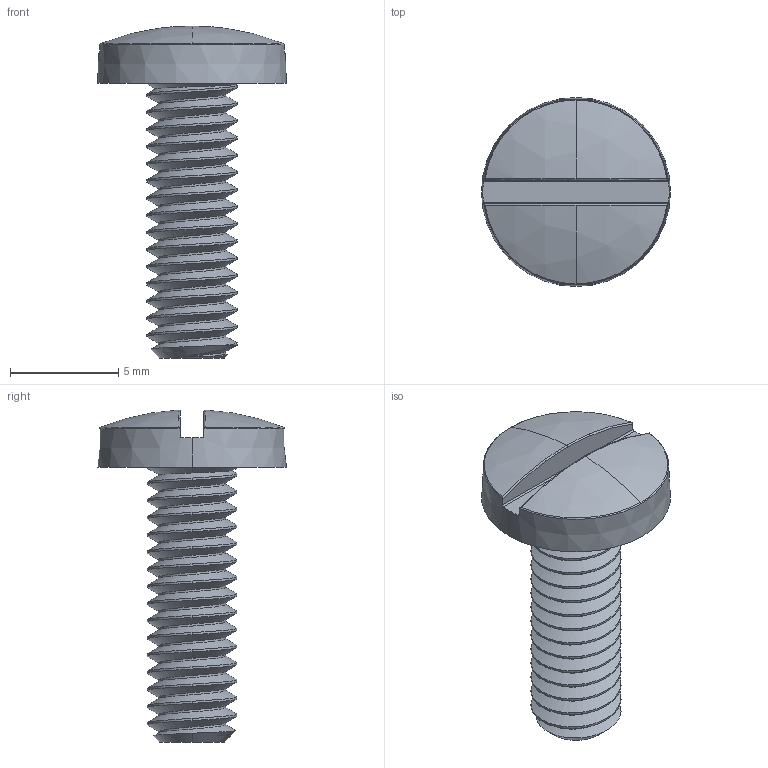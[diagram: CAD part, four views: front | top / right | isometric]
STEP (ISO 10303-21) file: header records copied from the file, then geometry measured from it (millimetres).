
FILE_DESCRIPTION (( 'STEP AP203' ), '1' );
FILE_NAME ('94690A194_Plastic Binding Head Slotted Screws.STEP', '2022-12-02T22:12:55', ( 'Administrator' ), ( 'Managed by Terraform' ), 'SwSTEP 2.0', 'SolidWorks 2017', '' );
FILE_SCHEMA (( 'CONFIG_CONTROL_DESIGN' ));
Length unit declared in the file: inch
Products named in the file (1): 94690A194_Plastic Binding Head Slotted Screws
Bounding box: 8.74 x 8.74 x 15.35 mm (x, y, z)
Volume: 256.8 mm3; surface area: 431.3 mm2
Topology: 1 solids, 1 shells, 57 faces, 160 edges, 106 vertices
Faces by surface type: cylinder 34, cone 6, torus 5, plane 5, sphere 4, bspline 3
Entity records: 4546 total; most frequent: CARTESIAN_POINT 3225, ORIENTED_EDGE 320, DIRECTION 207, EDGE_CURVE 160, VERTEX_POINT 106, AXIS2_PLACEMENT_3D 83, EDGE_LOOP 58, FACE_OUTER_BOUND 57
